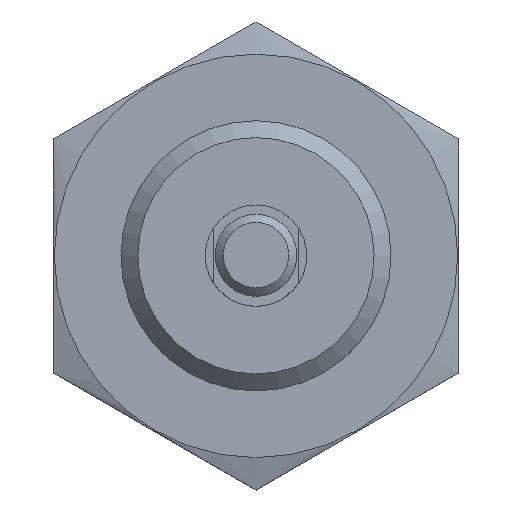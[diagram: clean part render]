
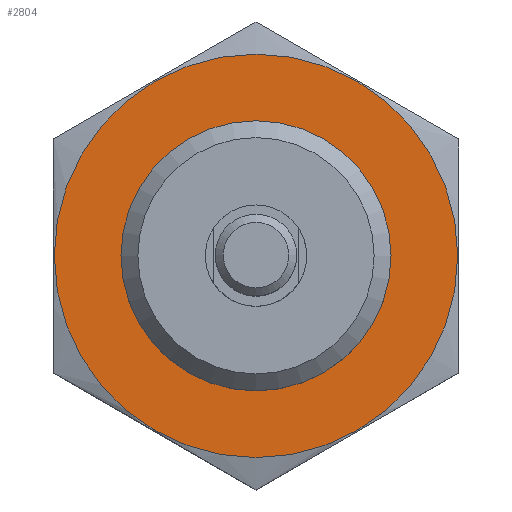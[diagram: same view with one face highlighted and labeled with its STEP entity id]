
A CAD part, top view. The second image highlights one B-rep face of the part: STEP entity #2804.
In plain terms, the highlighted face is planar.
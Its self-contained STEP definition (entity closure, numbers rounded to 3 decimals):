
#270=PLANE('',#3061);
#833=ORIENTED_EDGE('',*,*,#1156,.F.);
#834=ORIENTED_EDGE('',*,*,#1157,.T.);
#1156=EDGE_CURVE('',#1367,#1367,#1511,.T.);
#1157=EDGE_CURVE('',#1368,#1368,#1512,.T.);
#1367=VERTEX_POINT('',#4392);
#1368=VERTEX_POINT('',#4394);
#1511=CIRCLE('',#3062,11.95);
#1512=CIRCLE('',#3063,8.);
#1675=EDGE_LOOP('',(#833));
#1676=EDGE_LOOP('',(#834));
#1865=FACE_BOUND('',#1675,.T.);
#1866=FACE_BOUND('',#1676,.T.);
#2804=ADVANCED_FACE('',(#1865,#1866),#270,.F.);
#3061=AXIS2_PLACEMENT_3D('',#4390,#3622,#3623);
#3062=AXIS2_PLACEMENT_3D('',#4391,#3624,#3625);
#3063=AXIS2_PLACEMENT_3D('',#4393,#3626,#3627);
#3622=DIRECTION('',(0.,-1.,0.));
#3623=DIRECTION('',(0.,0.,-1.));
#3624=DIRECTION('',(0.,-1.,0.));
#3625=DIRECTION('',(0.,0.,-1.));
#3626=DIRECTION('',(0.,-1.,0.));
#3627=DIRECTION('',(0.,0.,-1.));
#4390=CARTESIAN_POINT('',(0.,0.,0.));
#4391=CARTESIAN_POINT('',(0.,0.,0.));
#4392=CARTESIAN_POINT('',(0.,0.,-11.95));
#4393=CARTESIAN_POINT('',(0.,0.,0.));
#4394=CARTESIAN_POINT('',(0.,0.,-8.));
